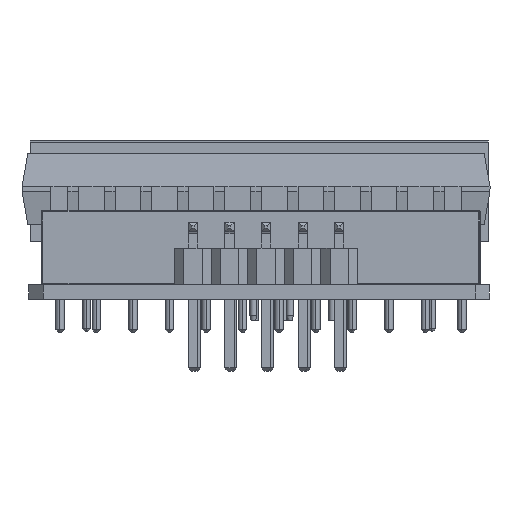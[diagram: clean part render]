
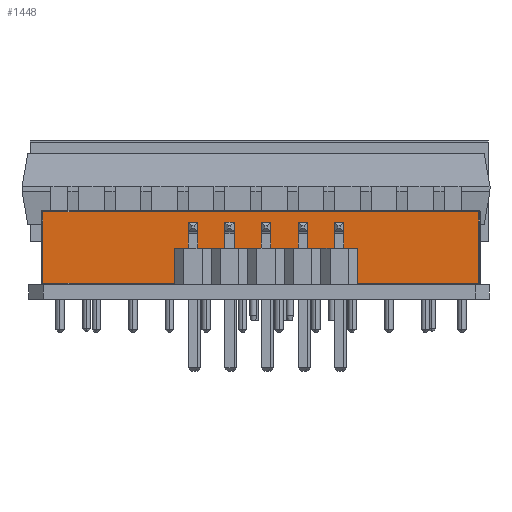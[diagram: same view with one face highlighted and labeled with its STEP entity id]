
A CAD part, left-side view. The second image highlights one B-rep face of the part: STEP entity #1448.
In plain terms, the highlighted face is planar.
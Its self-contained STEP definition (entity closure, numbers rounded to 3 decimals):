
#1441 = VERTEX_POINT ( 'NONE', #73235 ) ;
#1448 = ADVANCED_FACE ( 'NONE', ( #23296 ), #17151, .T. ) ;
#4853 = EDGE_CURVE ( 'NONE', #28861, #12565, #13163, .T. ) ;
#6529 = ORIENTED_EDGE ( 'NONE', *, *, #16645, .F. ) ;
#8257 = ORIENTED_EDGE ( 'NONE', *, *, #75706, .F. ) ;
#11053 = CARTESIAN_POINT ( 'NONE',  ( -15.225, -5.08, 5.326 ) ) ;
#12559 = CARTESIAN_POINT ( 'NONE',  ( -15.225, -5.08, 5.226 ) ) ;
#12565 = VERTEX_POINT ( 'NONE', #82959 ) ;
#13163 = LINE ( 'NONE', #92051, #14411 ) ;
#14411 = VECTOR ( 'NONE', #69213, 1000. ) ;
#16645 = EDGE_CURVE ( 'NONE', #1441, #21370, #78563, .T. ) ;
#17151 = PLANE ( 'NONE',  #82745 ) ;
#21370 = VERTEX_POINT ( 'NONE', #23040 ) ;
#23040 = CARTESIAN_POINT ( 'NONE',  ( 15.155, -5.08, 0.266 ) ) ;
#23296 = FACE_OUTER_BOUND ( 'NONE', #84094, .T. ) ;
#28861 = VERTEX_POINT ( 'NONE', #49388 ) ;
#30651 = DIRECTION ( 'NONE',  ( -1., 0., 0. ) ) ;
#33002 = ORIENTED_EDGE ( 'NONE', *, *, #73405, .F. ) ;
#39562 = ORIENTED_EDGE ( 'NONE', *, *, #4853, .F. ) ;
#39599 = DIRECTION ( 'NONE',  ( 0., -1., 0. ) ) ;
#47658 = DIRECTION ( 'NONE',  ( 1., 0., 0. ) ) ;
#49388 = CARTESIAN_POINT ( 'NONE',  ( -15.125, -5.08, 0.266 ) ) ;
#55513 = VECTOR ( 'NONE', #30651, 1000. ) ;
#59179 = LINE ( 'NONE', #67980, #55513 ) ;
#64137 = VECTOR ( 'NONE', #65474, 1000. ) ;
#65474 = DIRECTION ( 'NONE',  ( 0., 0., -1. ) ) ;
#67980 = CARTESIAN_POINT ( 'NONE',  ( -15.225, -5.08, 0.266 ) ) ;
#69213 = DIRECTION ( 'NONE',  ( 0., 0., 1. ) ) ;
#73235 = CARTESIAN_POINT ( 'NONE',  ( 15.155, -5.08, 5.226 ) ) ;
#73405 = EDGE_CURVE ( 'NONE', #12565, #1441, #89641, .T. ) ;
#75706 = EDGE_CURVE ( 'NONE', #21370, #28861, #59179, .T. ) ;
#78563 = LINE ( 'NONE', #79030, #64137 ) ;
#79030 = CARTESIAN_POINT ( 'NONE',  ( 15.155, -5.08, 4.036 ) ) ;
#80245 = VECTOR ( 'NONE', #47658, 1000. ) ;
#82476 = DIRECTION ( 'NONE',  ( -1., 0., 0. ) ) ;
#82745 = AXIS2_PLACEMENT_3D ( 'NONE', #11053, #39599, #82476 ) ;
#82959 = CARTESIAN_POINT ( 'NONE',  ( -15.125, -5.08, 5.226 ) ) ;
#84094 = EDGE_LOOP ( 'NONE', ( #6529, #33002, #39562, #8257 ) ) ;
#89641 = LINE ( 'NONE', #12559, #80245 ) ;
#92051 = CARTESIAN_POINT ( 'NONE',  ( -15.125, -5.08, 4.036 ) ) ;
